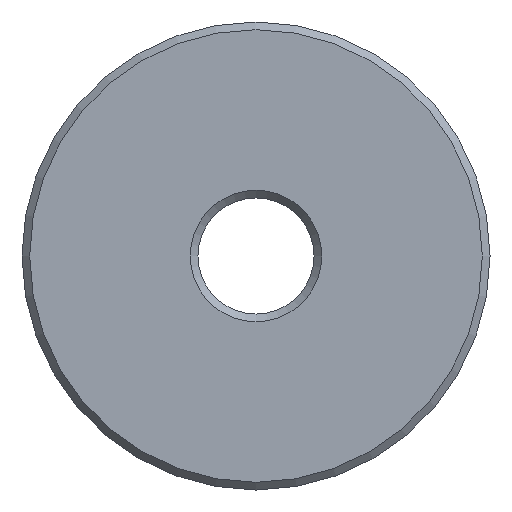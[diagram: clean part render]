
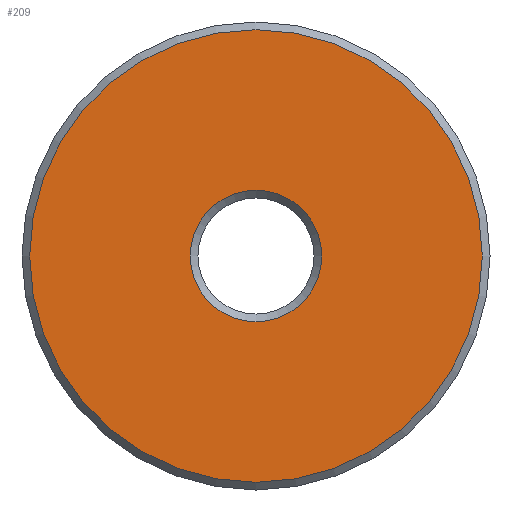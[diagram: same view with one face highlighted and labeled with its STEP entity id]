
A CAD part, left-side view. The second image highlights one B-rep face of the part: STEP entity #209.
In plain terms, the highlighted planar face has unit normal (-1, 0, 0).
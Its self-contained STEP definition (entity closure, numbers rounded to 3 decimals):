
#3 = AXIS2_PLACEMENT_3D ( 'NONE', #54, #69, #92 ) ;
#17 = EDGE_CURVE ( 'NONE', #268, #268, #159, .T. ) ;
#48 = AXIS2_PLACEMENT_3D ( 'NONE', #190, #214, #211 ) ;
#54 = CARTESIAN_POINT ( 'NONE',  ( 0., 0., 0. ) ) ;
#59 = ORIENTED_EDGE ( 'NONE', *, *, #17, .T. ) ;
#69 = DIRECTION ( 'NONE',  ( -1., 0., 0. ) ) ;
#78 = PLANE ( 'NONE',  #122 ) ;
#89 = CIRCLE ( 'NONE', #3, 29.25 ) ;
#92 = DIRECTION ( 'NONE',  ( 0., 0., -1. ) ) ;
#94 = EDGE_CURVE ( 'NONE', #227, #227, #89, .T. ) ;
#122 = AXIS2_PLACEMENT_3D ( 'NONE', #161, #200, #136 ) ;
#136 = DIRECTION ( 'NONE',  ( 0., 0., -1. ) ) ;
#158 = FACE_OUTER_BOUND ( 'NONE', #253, .T. ) ;
#159 = CIRCLE ( 'NONE', #48, 8.5 ) ;
#161 = CARTESIAN_POINT ( 'NONE',  ( 0., 7.5, 0. ) ) ;
#190 = CARTESIAN_POINT ( 'NONE',  ( 0., 0., 0. ) ) ;
#194 = CARTESIAN_POINT ( 'NONE',  ( 0., 0., -29.25 ) ) ;
#196 = CARTESIAN_POINT ( 'NONE',  ( 0., 0., -8.5 ) ) ;
#200 = DIRECTION ( 'NONE',  ( 1., 0., 0. ) ) ;
#209 = ADVANCED_FACE ( 'NONE', ( #258, #158 ), #78, .F. ) ;
#211 = DIRECTION ( 'NONE',  ( 0., 0., -1. ) ) ;
#213 = EDGE_LOOP ( 'NONE', ( #59 ) ) ;
#214 = DIRECTION ( 'NONE',  ( 1., 0., 0. ) ) ;
#227 = VERTEX_POINT ( 'NONE', #194 ) ;
#244 = ORIENTED_EDGE ( 'NONE', *, *, #94, .T. ) ;
#253 = EDGE_LOOP ( 'NONE', ( #244 ) ) ;
#258 = FACE_BOUND ( 'NONE', #213, .T. ) ;
#268 = VERTEX_POINT ( 'NONE', #196 ) ;
